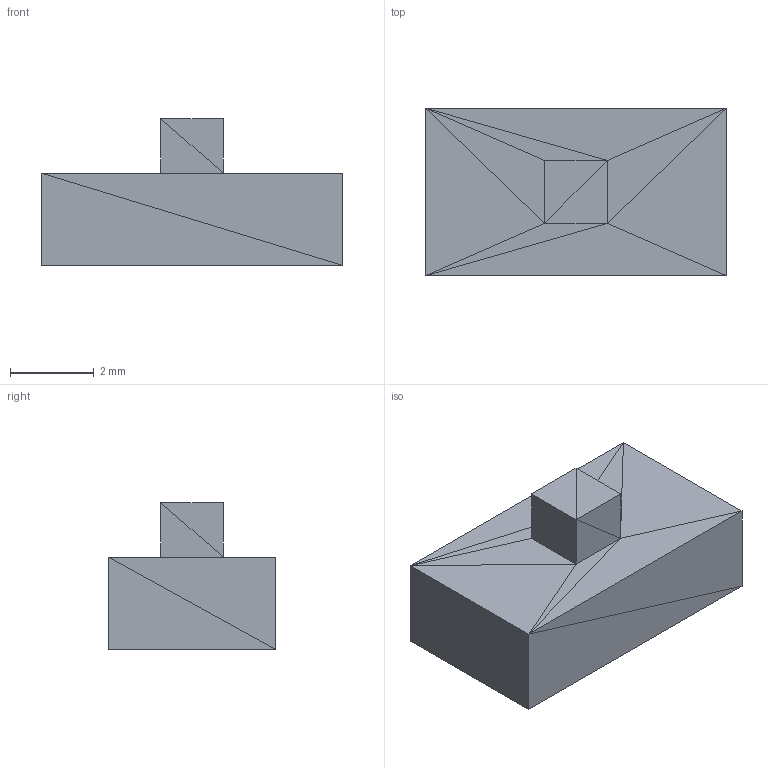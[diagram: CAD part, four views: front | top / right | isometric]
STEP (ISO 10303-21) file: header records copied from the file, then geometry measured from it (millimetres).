
FILE_DESCRIPTION(('FreeCAD Model'),'2;1');
FILE_NAME('Open CASCADE Shape Model','2023-05-06T18:14:19',(''),(''), 'Open CASCADE STEP processor 7.6','FreeCAD','Unknown');
FILE_SCHEMA(('AUTOMOTIVE_DESIGN { 1 0 10303 214 1 1 1 1 }'));
Length unit declared in the file: millimetre
Products named in the file (2): Unnamed; DPDT_SW_22D28G2_B__1_001
Assembly tree (1 placements, depth 2):
  Unnamed
    DPDT_SW_22D28G2_B__1_001
Bounding box: 7.2 x 4 x 3.5 mm (x, y, z)
Surface area: 114.7 mm2 (no closed solid volume)
Topology: 0 solids, 1 shells, 28 faces, 42 edges, 16 vertices
Faces by surface type: plane 28
Entity records: 1144 total; most frequent: DIRECTION 186, CARTESIAN_POINT 172, LINE 126, VECTOR 126, ORIENTED_EDGE 84, PCURVE 84, DEFINITIONAL_REPRESENTATION 84, EDGE_CURVE 42
